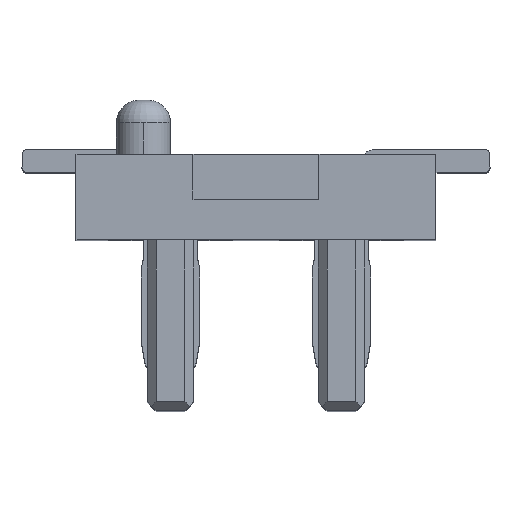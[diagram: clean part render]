
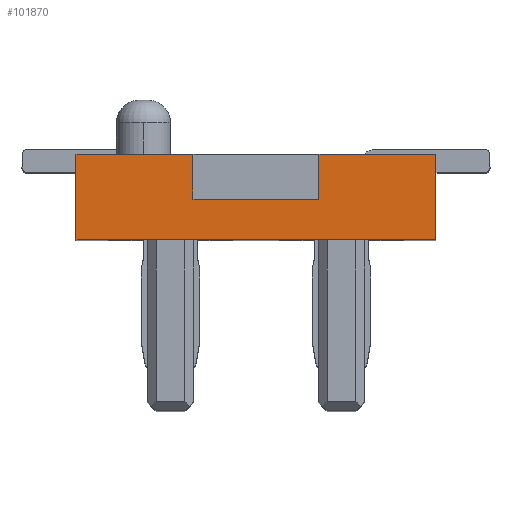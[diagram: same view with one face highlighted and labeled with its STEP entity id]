
A CAD part, top view. The second image highlights one B-rep face of the part: STEP entity #101870.
In plain terms, the highlighted face is planar.
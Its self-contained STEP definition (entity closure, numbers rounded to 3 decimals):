
#19910=CARTESIAN_POINT('',(-96.519,93.849,
-2.05));
#19920=VERTEX_POINT('',#19910);
#19950=CARTESIAN_POINT('',(-96.519,0.05,
-2.05));
#19960=DIRECTION('',(-0.,-1.,-0.));
#19970=VECTOR('',#19960,1.);
#19980=LINE('',#19950,#19970);
#19990=CARTESIAN_POINT('',(-96.519,94.799,
-2.05));
#20000=VERTEX_POINT('',#19990);
#20010=EDGE_CURVE('',#20000,#19920,#19980,.T.);
#56180=CARTESIAN_POINT('',(0.,94.349,
-2.05));
#56190=DIRECTION('',(-1.,0.,0.));
#56200=VECTOR('',#56190,1.);
#56210=LINE('',#56180,#56200);
#56220=CARTESIAN_POINT('',(-93.819,94.349,
-2.05));
#56230=VERTEX_POINT('',#56220);
#56240=CARTESIAN_POINT('',(-95.219,94.349,
-2.05));
#56250=VERTEX_POINT('',#56240);
#56260=EDGE_CURVE('',#56230,#56250,#56210,.T.);
#56580=CARTESIAN_POINT('',(-95.219,0.,-2.05));
#56590=DIRECTION('',(0.,-1.,0.));
#56600=VECTOR('',#56590,1.);
#56610=LINE('',#56580,#56600);
#56620=CARTESIAN_POINT('',(-95.219,93.849,
-2.05));
#56630=VERTEX_POINT('',#56620);
#56640=EDGE_CURVE('',#56250,#56630,#56610,.T.);
#57080=CARTESIAN_POINT('',(-92.519,93.849,
-2.05));
#57090=VERTEX_POINT('',#57080);
#57120=CARTESIAN_POINT('',(0.,93.849,-2.05));
#57130=DIRECTION('',(1.,0.,0.));
#57140=VECTOR('',#57130,1.);
#57150=LINE('',#57120,#57140);
#57160=CARTESIAN_POINT('',(-93.819,93.849,
-2.05));
#57170=VERTEX_POINT('',#57160);
#57180=EDGE_CURVE('',#57170,#57090,#57150,.T.);
#57350=EDGE_CURVE('',#19920,#56630,#57150,.T.);
#58320=CARTESIAN_POINT('',(-93.819,0.,-2.05));
#58330=DIRECTION('',(0.,1.,0.));
#58340=VECTOR('',#58330,1.);
#58350=LINE('',#58320,#58340);
#58360=EDGE_CURVE('',#57170,#56230,#58350,.T.);
#58660=CARTESIAN_POINT('',(-92.519,94.749,
-2.05));
#58670=DIRECTION('',(0.,-1.,0.));
#58680=VECTOR('',#58670,1.);
#58690=LINE('',#58660,#58680);
#58700=CARTESIAN_POINT('',(-92.519,94.799,
-2.05));
#58710=VERTEX_POINT('',#58700);
#58720=EDGE_CURVE('',#58710,#57090,#58690,.T.);
#101670=CARTESIAN_POINT('',(-94.519,94.399,
-2.05));
#101680=DIRECTION('',(0.,0.,-1.));
#101690=DIRECTION('',(-1.,0.,0.));
#101700=AXIS2_PLACEMENT_3D('',#101670,#101680,#101690);
#101710=PLANE('',#101700);
#101720=CARTESIAN_POINT('',(-93.869,94.799,
-2.05));
#101730=DIRECTION('',(-1.,0.,0.));
#101740=VECTOR('',#101730,1.);
#101750=LINE('',#101720,#101740);
#101760=EDGE_CURVE('',#58710,#20000,#101750,.T.);
#101770=ORIENTED_EDGE('',*,*,#101760,.F.);
#101780=ORIENTED_EDGE('',*,*,#20010,.F.);
#101790=ORIENTED_EDGE('',*,*,#57350,.F.);
#101800=ORIENTED_EDGE('',*,*,#56640,.T.);
#101810=ORIENTED_EDGE('',*,*,#56260,.T.);
#101820=ORIENTED_EDGE('',*,*,#58360,.T.);
#101830=ORIENTED_EDGE('',*,*,#57180,.F.);
#101840=ORIENTED_EDGE('',*,*,#58720,.T.);
#101850=EDGE_LOOP('',(#101840,#101830,#101820,#101810,#101800,#101790,
#101780,#101770));
#101860=FACE_OUTER_BOUND('',#101850,.T.);
#101870=ADVANCED_FACE('',(#101860),#101710,.T.);
